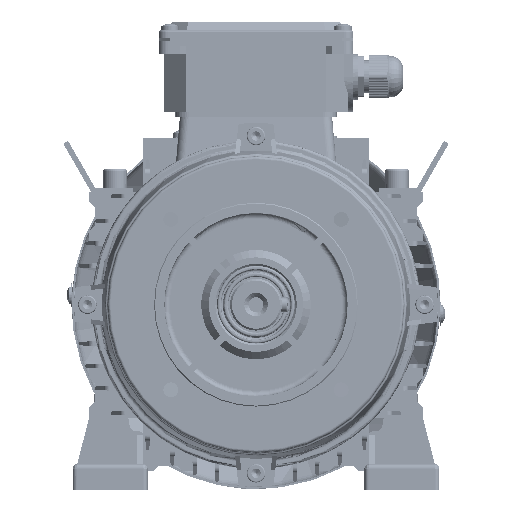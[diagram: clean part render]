
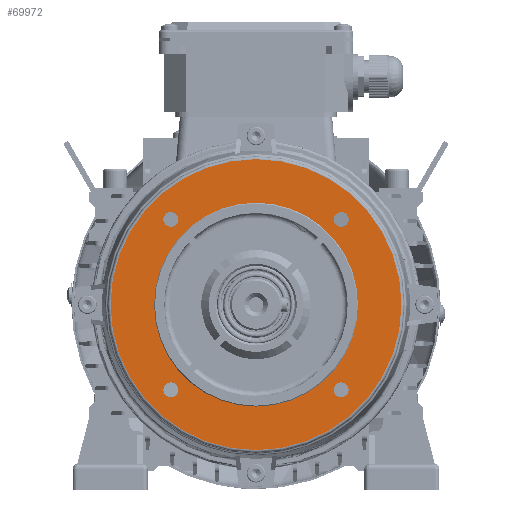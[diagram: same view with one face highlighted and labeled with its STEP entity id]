
A CAD part, front view. The second image highlights one B-rep face of the part: STEP entity #69972.
In plain terms, the highlighted planar face has unit normal (0, -1, 0).
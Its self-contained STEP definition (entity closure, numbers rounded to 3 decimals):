
#457 = AXIS2_PLACEMENT_3D ( 'NONE', #127662, #60251, #101690 ) ;
#2034 = DIRECTION ( 'NONE',  ( 0., -1., 0. ) ) ;
#2738 = FACE_BOUND ( 'NONE', #121146, .T. ) ;
#3344 = CIRCLE ( 'NONE', #76534, 78.5 ) ;
#4461 = CIRCLE ( 'NONE', #132441, 4. ) ;
#4475 = CARTESIAN_POINT ( 'NONE',  ( 45.962, -32., 45.962 ) ) ;
#5911 = EDGE_CURVE ( 'NONE', #73875, #43523, #4461, .T. ) ;
#7360 = ORIENTED_EDGE ( 'NONE', *, *, #112114, .F. ) ;
#9217 = DIRECTION ( 'NONE',  ( 0., -1., 0. ) ) ;
#12665 = DIRECTION ( 'NONE',  ( 0., 0., -1. ) ) ;
#16435 = DIRECTION ( 'NONE',  ( 0., -1., 0. ) ) ;
#18635 = CARTESIAN_POINT ( 'NONE',  ( 0., -32., -78.5 ) ) ;
#19189 = ORIENTED_EDGE ( 'NONE', *, *, #31105, .F. ) ;
#20445 = ORIENTED_EDGE ( 'NONE', *, *, #39136, .F. ) ;
#21984 = CARTESIAN_POINT ( 'NONE',  ( -45.962, -32., 49.962 ) ) ;
#24630 = ORIENTED_EDGE ( 'NONE', *, *, #27477, .F. ) ;
#25077 = VERTEX_POINT ( 'NONE', #116111 ) ;
#27477 = EDGE_CURVE ( 'NONE', #25077, #135206, #96809, .T. ) ;
#27575 = FACE_OUTER_BOUND ( 'NONE', #87869, .T. ) ;
#27973 = DIRECTION ( 'NONE',  ( 0., 0., -1. ) ) ;
#29000 = EDGE_LOOP ( 'NONE', ( #138482, #24630 ) ) ;
#31105 = EDGE_CURVE ( 'NONE', #122067, #81486, #97805, .T. ) ;
#32132 = DIRECTION ( 'NONE',  ( 0., 0., -1. ) ) ;
#32355 = CARTESIAN_POINT ( 'NONE',  ( 45.962, -32., 41.962 ) ) ;
#33000 = ORIENTED_EDGE ( 'NONE', *, *, #170620, .F. ) ;
#33287 = AXIS2_PLACEMENT_3D ( 'NONE', #80497, #2034, #27973 ) ;
#35813 = AXIS2_PLACEMENT_3D ( 'NONE', #157574, #52103, #130484 ) ;
#35903 = CARTESIAN_POINT ( 'NONE',  ( -45.962, -32., -45.962 ) ) ;
#37915 = FACE_BOUND ( 'NONE', #128006, .T. ) ;
#39136 = EDGE_CURVE ( 'NONE', #43523, #73875, #151596, .T. ) ;
#42015 = AXIS2_PLACEMENT_3D ( 'NONE', #164624, #73493, #165191 ) ;
#42321 = CIRCLE ( 'NONE', #33287, 4. ) ;
#43523 = VERTEX_POINT ( 'NONE', #149705 ) ;
#44928 = DIRECTION ( 'NONE',  ( 0., 0., -1. ) ) ;
#44962 = AXIS2_PLACEMENT_3D ( 'NONE', #4475, #70327, #44928 ) ;
#47349 = CIRCLE ( 'NONE', #44962, 4. ) ;
#47980 = CARTESIAN_POINT ( 'NONE',  ( -45.962, -32., -49.962 ) ) ;
#49115 = CARTESIAN_POINT ( 'NONE',  ( 0., -32., 55. ) ) ;
#49545 = VERTEX_POINT ( 'NONE', #32355 ) ;
#50965 = ORIENTED_EDGE ( 'NONE', *, *, #119506, .F. ) ;
#52103 = DIRECTION ( 'NONE',  ( 0., -1., 0. ) ) ;
#58050 = CARTESIAN_POINT ( 'NONE',  ( 45.962, -32., -41.962 ) ) ;
#58219 = VERTEX_POINT ( 'NONE', #153346 ) ;
#60088 = CARTESIAN_POINT ( 'NONE',  ( 0., -32., 0. ) ) ;
#60251 = DIRECTION ( 'NONE',  ( 0., -1., 0. ) ) ;
#60605 = EDGE_LOOP ( 'NONE', ( #33000, #159567 ) ) ;
#61277 = EDGE_CURVE ( 'NONE', #58219, #94337, #69671, .T. ) ;
#61862 = DIRECTION ( 'NONE',  ( 0., 0., -1. ) ) ;
#63365 = DIRECTION ( 'NONE',  ( 0., -1., 0. ) ) ;
#63952 = EDGE_LOOP ( 'NONE', ( #130829, #50965 ) ) ;
#66745 = VERTEX_POINT ( 'NONE', #18635 ) ;
#69671 = CIRCLE ( 'NONE', #42015, 4. ) ;
#69969 = AXIS2_PLACEMENT_3D ( 'NONE', #118823, #93411, #12665 ) ;
#69972 = ADVANCED_FACE ( 'NONE', ( #81212, #37915, #124583, #134838, #27575, #2738 ), #157567, .F. ) ;
#70327 = DIRECTION ( 'NONE',  ( 0., -1., 0. ) ) ;
#73493 = DIRECTION ( 'NONE',  ( 0., -1., 0. ) ) ;
#73875 = VERTEX_POINT ( 'NONE', #58050 ) ;
#76534 = AXIS2_PLACEMENT_3D ( 'NONE', #161824, #16435, #161260 ) ;
#78268 = DIRECTION ( 'NONE',  ( 0., 0., -1. ) ) ;
#79765 = AXIS2_PLACEMENT_3D ( 'NONE', #60088, #9217, #128076 ) ;
#80497 = CARTESIAN_POINT ( 'NONE',  ( -45.962, -32., 45.962 ) ) ;
#81212 = FACE_BOUND ( 'NONE', #60605, .T. ) ;
#81486 = VERTEX_POINT ( 'NONE', #49115 ) ;
#84003 = CARTESIAN_POINT ( 'NONE',  ( 45.962, -32., -45.962 ) ) ;
#84087 = AXIS2_PLACEMENT_3D ( 'NONE', #35903, #169125, #61862 ) ;
#85278 = CARTESIAN_POINT ( 'NONE',  ( 0., -32., -55. ) ) ;
#87869 = EDGE_LOOP ( 'NONE', ( #167202, #90216 ) ) ;
#89672 = DIRECTION ( 'NONE',  ( 0., 0., -1. ) ) ;
#90216 = ORIENTED_EDGE ( 'NONE', *, *, #154659, .T. ) ;
#90241 = DIRECTION ( 'NONE',  ( 0., -1., 0. ) ) ;
#92734 = CIRCLE ( 'NONE', #148947, 4. ) ;
#92867 = CIRCLE ( 'NONE', #155566, 78.5 ) ;
#93411 = DIRECTION ( 'NONE',  ( 0., -1., 0. ) ) ;
#93780 = CARTESIAN_POINT ( 'NONE',  ( 45.962, -32., 49.962 ) ) ;
#94337 = VERTEX_POINT ( 'NONE', #21984 ) ;
#95666 = CIRCLE ( 'NONE', #79765, 55. ) ;
#96809 = CIRCLE ( 'NONE', #84087, 4. ) ;
#97805 = CIRCLE ( 'NONE', #457, 55. ) ;
#101690 = DIRECTION ( 'NONE',  ( 0., 0., -1. ) ) ;
#104462 = DIRECTION ( 'NONE',  ( 0., 0., 1. ) ) ;
#108123 = EDGE_CURVE ( 'NONE', #66745, #108670, #92867, .T. ) ;
#108193 = VERTEX_POINT ( 'NONE', #93780 ) ;
#108670 = VERTEX_POINT ( 'NONE', #130559 ) ;
#112114 = EDGE_CURVE ( 'NONE', #81486, #122067, #95666, .T. ) ;
#115088 = CARTESIAN_POINT ( 'NONE',  ( 45.962, -32., 45.962 ) ) ;
#116111 = CARTESIAN_POINT ( 'NONE',  ( -45.962, -32., -41.962 ) ) ;
#117208 = DIRECTION ( 'NONE',  ( 0., 1., 0. ) ) ;
#118823 = CARTESIAN_POINT ( 'NONE',  ( 45.962, -32., -45.962 ) ) ;
#119506 = EDGE_CURVE ( 'NONE', #94337, #58219, #42321, .T. ) ;
#121146 = EDGE_LOOP ( 'NONE', ( #19189, #7360 ) ) ;
#122067 = VERTEX_POINT ( 'NONE', #85278 ) ;
#124583 = FACE_BOUND ( 'NONE', #29000, .T. ) ;
#127662 = CARTESIAN_POINT ( 'NONE',  ( 0., -32., 0. ) ) ;
#128006 = EDGE_LOOP ( 'NONE', ( #20445, #169808 ) ) ;
#128076 = DIRECTION ( 'NONE',  ( 0., 0., -1. ) ) ;
#130484 = DIRECTION ( 'NONE',  ( 0., 0., -1. ) ) ;
#130559 = CARTESIAN_POINT ( 'NONE',  ( 0., -32., 78.5 ) ) ;
#130829 = ORIENTED_EDGE ( 'NONE', *, *, #61277, .F. ) ;
#132191 = CARTESIAN_POINT ( 'NONE',  ( -78.5, -32., 0. ) ) ;
#132441 = AXIS2_PLACEMENT_3D ( 'NONE', #84003, #136498, #32132 ) ;
#133038 = CIRCLE ( 'NONE', #35813, 4. ) ;
#134838 = FACE_BOUND ( 'NONE', #63952, .T. ) ;
#135206 = VERTEX_POINT ( 'NONE', #47980 ) ;
#136498 = DIRECTION ( 'NONE',  ( 0., -1., 0. ) ) ;
#138482 = ORIENTED_EDGE ( 'NONE', *, *, #167288, .F. ) ;
#147787 = AXIS2_PLACEMENT_3D ( 'NONE', #132191, #117208, #104462 ) ;
#148947 = AXIS2_PLACEMENT_3D ( 'NONE', #115088, #90241, #89672 ) ;
#149705 = CARTESIAN_POINT ( 'NONE',  ( 45.962, -32., -49.962 ) ) ;
#151596 = CIRCLE ( 'NONE', #69969, 4. ) ;
#152532 = EDGE_CURVE ( 'NONE', #108193, #49545, #92734, .T. ) ;
#153346 = CARTESIAN_POINT ( 'NONE',  ( -45.962, -32., 41.962 ) ) ;
#154659 = EDGE_CURVE ( 'NONE', #108670, #66745, #3344, .T. ) ;
#155566 = AXIS2_PLACEMENT_3D ( 'NONE', #157280, #63365, #78268 ) ;
#157280 = CARTESIAN_POINT ( 'NONE',  ( 0., -32., 0. ) ) ;
#157567 = PLANE ( 'NONE',  #147787 ) ;
#157574 = CARTESIAN_POINT ( 'NONE',  ( -45.962, -32., -45.962 ) ) ;
#159567 = ORIENTED_EDGE ( 'NONE', *, *, #152532, .F. ) ;
#161260 = DIRECTION ( 'NONE',  ( 0., 0., -1. ) ) ;
#161824 = CARTESIAN_POINT ( 'NONE',  ( 0., -32., 0. ) ) ;
#164624 = CARTESIAN_POINT ( 'NONE',  ( -45.962, -32., 45.962 ) ) ;
#165191 = DIRECTION ( 'NONE',  ( 0., 0., -1. ) ) ;
#167202 = ORIENTED_EDGE ( 'NONE', *, *, #108123, .T. ) ;
#167288 = EDGE_CURVE ( 'NONE', #135206, #25077, #133038, .T. ) ;
#169125 = DIRECTION ( 'NONE',  ( 0., -1., 0. ) ) ;
#169808 = ORIENTED_EDGE ( 'NONE', *, *, #5911, .F. ) ;
#170620 = EDGE_CURVE ( 'NONE', #49545, #108193, #47349, .T. ) ;
